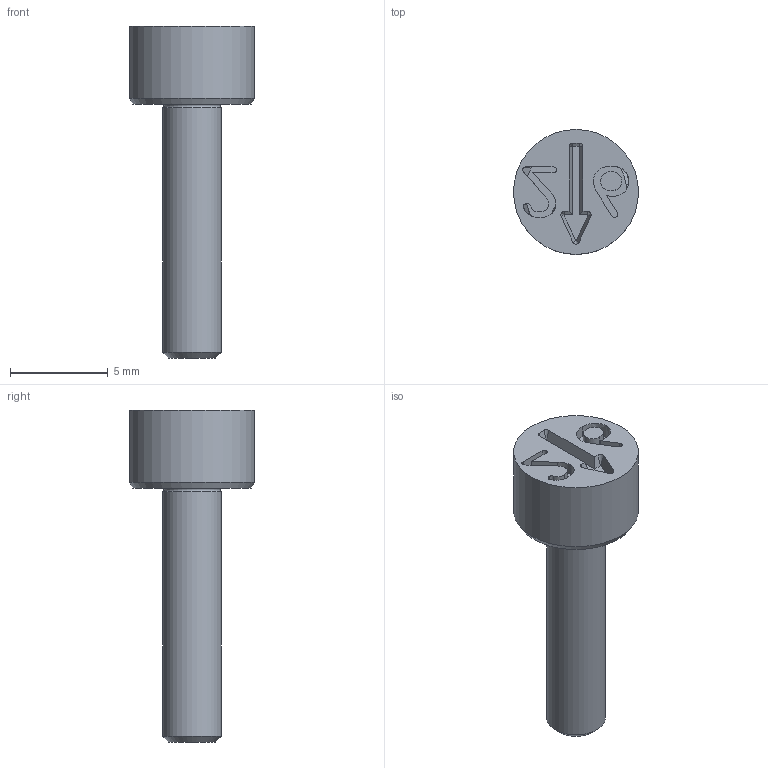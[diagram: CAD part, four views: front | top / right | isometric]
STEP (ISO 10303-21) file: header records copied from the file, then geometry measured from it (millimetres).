
FILE_DESCRIPTION(/* description */ (''),/* implementation_level */ '2;1');
FILE_NAME(/* name */ 'Dati-2100_F$12$Jahr.stp',/* time_stamp */ '2025-09-17T16:00:05+02:00',/* author */ ('olafg'),/* organization */ (''),/* preprocessor_version */ 'ST-DEVELOPER v20',/* originating_system */ 'Autodesk Inventor 2024',/* authorisation */ '');
FILE_SCHEMA (('AUTOMOTIVE_DESIGN { 1 0 10303 214 3 1 1 }'));
Length unit declared in the file: millimetre
Products named in the file (1): 2012-05-00 Stelleinsatz
Bounding box: 6.4 x 6.4 x 17 mm (x, y, z)
Volume: 214.3 mm3; surface area: 300.3 mm2
Topology: 1 solids, 1 shells, 68 faces, 181 edges, 120 vertices
Faces by surface type: bspline 26, plane 22, cone 14, cylinder 5, torus 1
Full cylindrical faces by diameter (mm): 3 x1, 6.4 x1
Entity records: 2463 total; most frequent: CARTESIAN_POINT 914, ORIENTED_EDGE 362, DIRECTION 226, EDGE_CURVE 181, VERTEX_POINT 120, LINE 82, VECTOR 82, EDGE_LOOP 73
